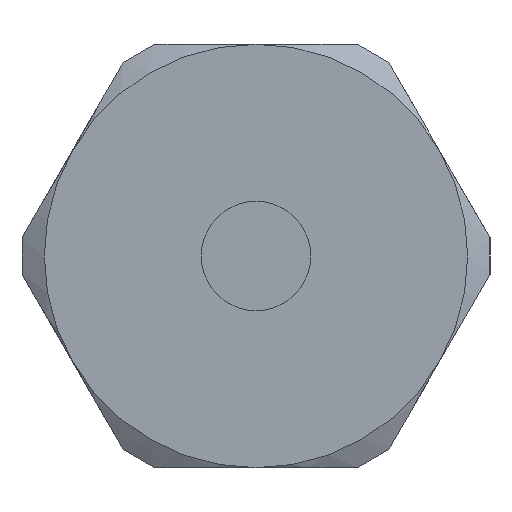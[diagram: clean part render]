
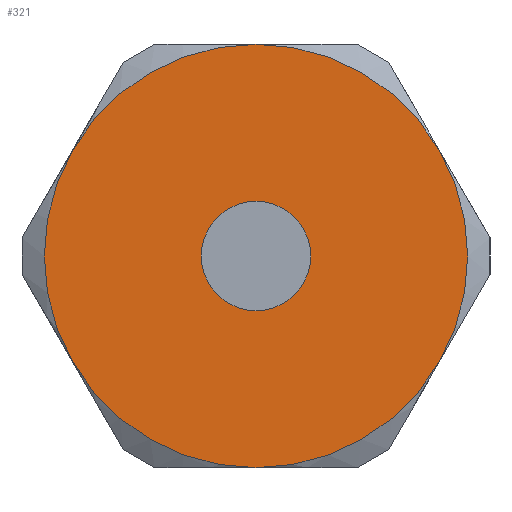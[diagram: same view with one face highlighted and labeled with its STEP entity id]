
A CAD part, left-side view. The second image highlights one B-rep face of the part: STEP entity #321.
In plain terms, the highlighted planar face has unit normal (-1, 0, 0).
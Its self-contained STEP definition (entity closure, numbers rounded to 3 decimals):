
#321 = ADVANCED_FACE( '', ( #620, #621 ), #622, .F. );
#620 = FACE_OUTER_BOUND( '', #907, .T. );
#621 = FACE_BOUND( '', #908, .T. );
#622 = PLANE( '', #909 );
#907 = EDGE_LOOP( '', ( #1557, #1558, #1559, #1560, #1561, #1562 ) );
#908 = EDGE_LOOP( '', ( #1563 ) );
#909 = AXIS2_PLACEMENT_3D( '', #1564, #1565, #1566 );
#1557 = ORIENTED_EDGE( '', *, *, #1837, .F. );
#1558 = ORIENTED_EDGE( '', *, *, #1789, .F. );
#1559 = ORIENTED_EDGE( '', *, *, #1776, .F. );
#1560 = ORIENTED_EDGE( '', *, *, #1860, .F. );
#1561 = ORIENTED_EDGE( '', *, *, #1848, .F. );
#1562 = ORIENTED_EDGE( '', *, *, #1831, .F. );
#1563 = ORIENTED_EDGE( '', *, *, #1679, .T. );
#1564 = CARTESIAN_POINT( '', ( 0., 0., 0. ) );
#1565 = DIRECTION( '', ( 1., 0., 0. ) );
#1566 = DIRECTION( '', ( 0., 0., -1. ) );
#1679 = EDGE_CURVE( '', #1965, #1965, #1966, .T. );
#1776 = EDGE_CURVE( '', #2116, #2117, #2118, .T. );
#1789 = EDGE_CURVE( '', #2117, #2138, #2139, .T. );
#1831 = EDGE_CURVE( '', #2202, #2203, #2204, .T. );
#1837 = EDGE_CURVE( '', #2138, #2202, #2213, .T. );
#1848 = EDGE_CURVE( '', #2203, #2227, #2228, .T. );
#1860 = EDGE_CURVE( '', #2227, #2116, #2242, .T. );
#1965 = VERTEX_POINT( '', #2386 );
#1966 = CIRCLE( '', #2387, 2.459 );
#2116 = VERTEX_POINT( '', #2690 );
#2117 = VERTEX_POINT( '', #2691 );
#2118 = CIRCLE( '', #2692, 9.5 );
#2138 = VERTEX_POINT( '', #2747 );
#2139 = CIRCLE( '', #2748, 9.5 );
#2202 = VERTEX_POINT( '', #2896 );
#2203 = VERTEX_POINT( '', #2897 );
#2204 = CIRCLE( '', #2898, 9.5 );
#2213 = CIRCLE( '', #2927, 9.5 );
#2227 = VERTEX_POINT( '', #2961 );
#2228 = CIRCLE( '', #2962, 9.5 );
#2242 = CIRCLE( '', #2994, 9.5 );
#2386 = CARTESIAN_POINT( '', ( 0., 0., -2.459 ) );
#2387 = AXIS2_PLACEMENT_3D( '', #3168, #3169, #3170 );
#2690 = CARTESIAN_POINT( '', ( 0., -8.227, -4.75 ) );
#2691 = CARTESIAN_POINT( '', ( 0., 0., -9.5 ) );
#2692 = AXIS2_PLACEMENT_3D( '', #3253, #3254, #3255 );
#2747 = CARTESIAN_POINT( '', ( 0., 8.227, -4.75 ) );
#2748 = AXIS2_PLACEMENT_3D( '', #3262, #3263, #3264 );
#2896 = CARTESIAN_POINT( '', ( 0., 8.227, 4.75 ) );
#2897 = CARTESIAN_POINT( '', ( 0., 0., 9.5 ) );
#2898 = AXIS2_PLACEMENT_3D( '', #3299, #3300, #3301 );
#2927 = AXIS2_PLACEMENT_3D( '', #3302, #3303, #3304 );
#2961 = CARTESIAN_POINT( '', ( 0., -8.227, 4.75 ) );
#2962 = AXIS2_PLACEMENT_3D( '', #3309, #3310, #3311 );
#2994 = AXIS2_PLACEMENT_3D( '', #3318, #3319, #3320 );
#3168 = CARTESIAN_POINT( '', ( 0., 0., 0. ) );
#3169 = DIRECTION( '', ( 1., 0., 0. ) );
#3170 = DIRECTION( '', ( 0., 0., -1. ) );
#3253 = CARTESIAN_POINT( '', ( 0., 0., 0. ) );
#3254 = DIRECTION( '', ( 1., 0., 0. ) );
#3255 = DIRECTION( '', ( 0., 0., -1. ) );
#3262 = CARTESIAN_POINT( '', ( 0., 0., 0. ) );
#3263 = DIRECTION( '', ( 1., 0., 0. ) );
#3264 = DIRECTION( '', ( 0., 0., -1. ) );
#3299 = CARTESIAN_POINT( '', ( 0., 0., 0. ) );
#3300 = DIRECTION( '', ( 1., 0., 0. ) );
#3301 = DIRECTION( '', ( 0., 0., -1. ) );
#3302 = CARTESIAN_POINT( '', ( 0., 0., 0. ) );
#3303 = DIRECTION( '', ( 1., 0., 0. ) );
#3304 = DIRECTION( '', ( 0., 0., -1. ) );
#3309 = CARTESIAN_POINT( '', ( 0., 0., 0. ) );
#3310 = DIRECTION( '', ( 1., 0., 0. ) );
#3311 = DIRECTION( '', ( 0., 0., -1. ) );
#3318 = CARTESIAN_POINT( '', ( 0., 0., 0. ) );
#3319 = DIRECTION( '', ( 1., 0., 0. ) );
#3320 = DIRECTION( '', ( 0., 0., -1. ) );
